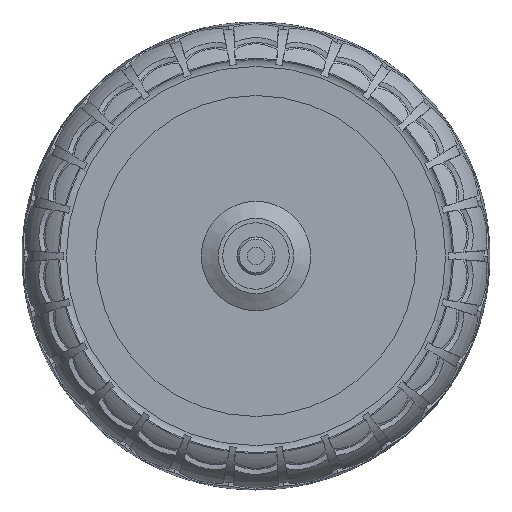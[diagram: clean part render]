
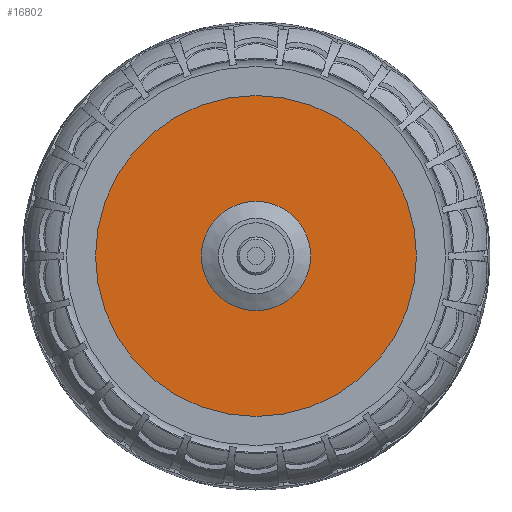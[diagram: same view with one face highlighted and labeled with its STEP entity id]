
A CAD part, left-side view. The second image highlights one B-rep face of the part: STEP entity #16802.
In plain terms, the highlighted planar face has unit normal (-1, 0, 0).
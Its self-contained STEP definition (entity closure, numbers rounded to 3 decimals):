
#3616=PLANE('',#19193);
#3689=FACE_BOUND('',#5549,.T.);
#4583=FACE_OUTER_BOUND('',#5548,.T.);
#5548=EDGE_LOOP('',(#14848));
#5549=EDGE_LOOP('',(#14849));
#5882=CIRCLE('',#19192,67.5);
#5883=CIRCLE('',#19194,23.);
#7525=VERTEX_POINT('',#34121);
#7526=VERTEX_POINT('',#34124);
#9985=EDGE_CURVE('',#7525,#7525,#5882,.T.);
#9986=EDGE_CURVE('',#7526,#7526,#5883,.T.);
#14848=ORIENTED_EDGE('',*,*,#9985,.T.);
#14849=ORIENTED_EDGE('',*,*,#9986,.F.);
#16802=ADVANCED_FACE('',(#4583,#3689),#3616,.T.);
#19192=AXIS2_PLACEMENT_3D('',#34122,#24630,#24631);
#19193=AXIS2_PLACEMENT_3D('',#34123,#24632,#24633);
#19194=AXIS2_PLACEMENT_3D('',#34125,#24634,#24635);
#24630=DIRECTION('center_axis',(-1.,0.,0.));
#24631=DIRECTION('ref_axis',(0.,0.,1.));
#24632=DIRECTION('center_axis',(-1.,0.,0.));
#24633=DIRECTION('ref_axis',(0.,0.,1.));
#24634=DIRECTION('center_axis',(-1.,0.,0.));
#24635=DIRECTION('ref_axis',(0.,0.,1.));
#34121=CARTESIAN_POINT('',(5.,0.,67.5));
#34122=CARTESIAN_POINT('Origin',(5.,0.,0.));
#34123=CARTESIAN_POINT('Origin',(5.,0.,23.));
#34124=CARTESIAN_POINT('',(5.,0.,23.));
#34125=CARTESIAN_POINT('Origin',(5.,0.,0.));
